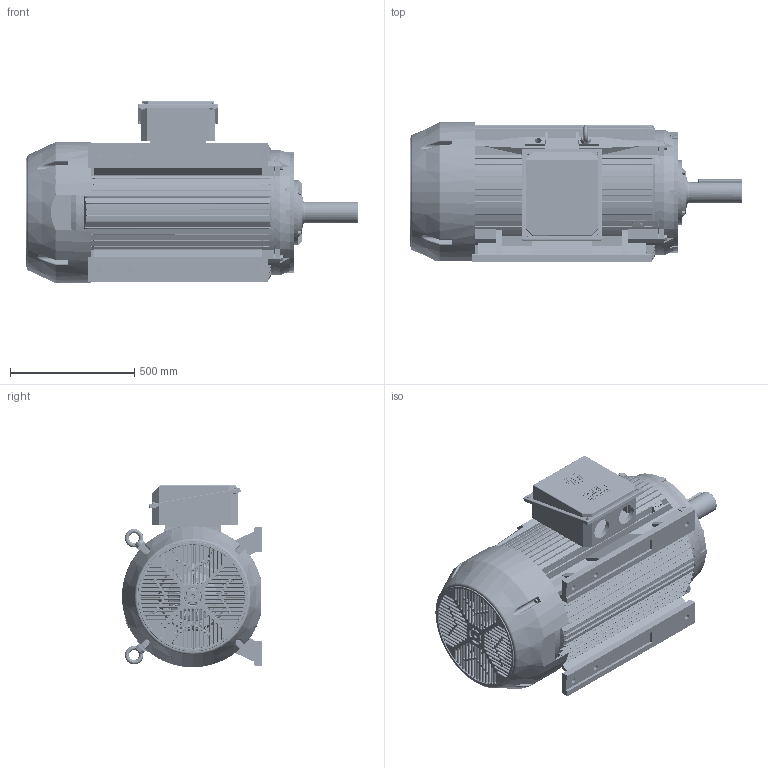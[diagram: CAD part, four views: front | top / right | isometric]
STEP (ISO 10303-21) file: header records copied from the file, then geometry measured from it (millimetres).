
FILE_DESCRIPTION (( 'STEP AP203' ), '1' );
FILE_NAME ('841-447-449T 俋倛芞F1.STEP', '2019-04-25T05:47:28', ( 'abc' ), ( '' ), 'SwSTEP 2.0', 'SolidWorks 2008', '' );
FILE_SCHEMA (( 'CONFIG_CONTROL_DESIGN' ));
Products named in the file (29): TFC 440(4极) 轴承外盖NDE(200)_默认; TFC440T(4极) B3前端盖(200)_默认; 10_默认; M10-80_默认; 扣塞_默认; 6319_默认; 447（9）T-4.6P转轴8HMN.200.T134_默认; M8-12_默认; 440接线盒座垫_默认; TFC 440T 平键_默认; M10-35_默认; 841-447-449T 俋倛芞F1; TFC440T(4极) B3后端盖(200)_默认; 841-440T 轴承外盖(200)_默认; IE2 280-4P风叶_默认; M16-50_默认; 16_默认; 铜油嘴_默认; 吊环M20_默认; TFC 447(9)B3机座(新)_默认; 447T-4P转子_默认; TFC440装配体_默认; TFC440T-座 _默认; NEMA 440接线盒座、盖垫_默认; TFC440T-盖_默认; 280后端盖螺栓_默认; TX 280铸铁风罩3_默认; 迷宫式油封95-120-16_默认; 放油嘴_默认
Assembly tree (51 placements, depth 3):
  841-447-449T 俋倛芞F1
    16_默认  x4
    M16-50_默认  x4
    10_默认  x4
    M10-35_默认  x4
    TX 280铸铁风罩3_默认
    IE2 280-4P风叶_默认
    M10-80_默认  x4
    TFC 447(9)B3机座(新)_默认
    TFC 440T 平键_默认
    447T-4P转子_默认
      447（9）T-4.6P转轴8HMN.200.T134_默认
      6319_默认  x2
    TFC440T(4极) B3后端盖(200)_默认
    TFC440T(4极) B3前端盖(200)_默认
    280后端盖螺栓_默认  x4
    TFC 440(4极) 轴承外盖NDE(200)_默认
    TFC440装配体_默认
      M8-12_默认  x4
      NEMA 440接线盒座、盖垫_默认
      TFC440T-盖_默认
      TFC440T-座 _默认
    440接线盒座垫_默认
    铜油嘴_默认
    841-440T 轴承外盖(200)_默认
    迷宫式油封95-120-16_默认
    扣塞_默认
    吊环M20_默认  x2
    放油嘴_默认
Bounding box: 1334.9 x 563.4 x 733.9 mm (x, y, z)
Volume: 56515991.1 mm3; surface area: 9431508.6 mm2
Topology: 50 solids, 50 shells, 5453 faces, 13929 edges, 8536 vertices
Faces by surface type: plane 2043, cylinder 1871, torus 855, bspline 336, cone 284, sphere 64
Entity records: 183665 total; most frequent: CARTESIAN_POINT 58870, ORIENTED_EDGE 25798, DIRECTION 25136, EDGE_CURVE 12899, AXIS2_PLACEMENT_3D 9567, VERTEX_POINT 7969, VECTOR 6002, LINE 6002
